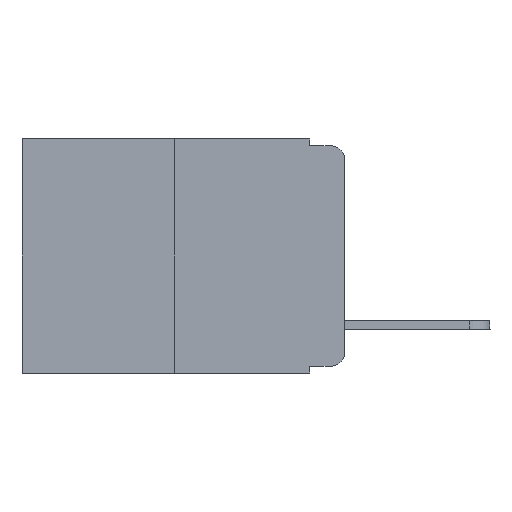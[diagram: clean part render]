
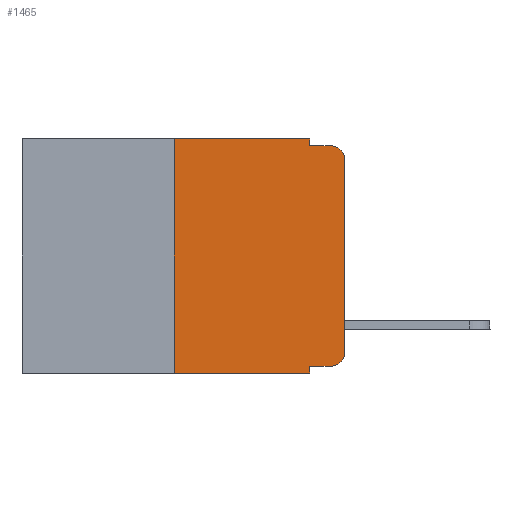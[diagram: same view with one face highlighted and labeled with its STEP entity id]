
A CAD part, left-side view. The second image highlights one B-rep face of the part: STEP entity #1465.
In plain terms, the highlighted planar face has unit normal (-1, 0, 0).
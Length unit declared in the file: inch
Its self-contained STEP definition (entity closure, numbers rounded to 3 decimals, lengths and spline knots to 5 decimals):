
#450 = DIRECTION ( 'NONE',  ( 0., 0., -1. ) ) ;
#548 = EDGE_CURVE ( 'NONE', #1530, #14192, #13844, .T. ) ;
#576 = AXIS2_PLACEMENT_3D ( 'NONE', #13639, #10673, #7794 ) ;
#682 = EDGE_CURVE ( 'NONE', #17956, #3970, #3960, .T. ) ;
#814 = DIRECTION ( 'NONE',  ( -1., 0., 0. ) ) ;
#825 = ORIENTED_EDGE ( 'NONE', *, *, #548, .F. ) ;
#1082 = VECTOR ( 'NONE', #18028, 39.37008 ) ;
#1442 = CARTESIAN_POINT ( 'NONE',  ( 0., 0.051, 0. ) ) ;
#1465 = ADVANCED_FACE ( 'NONE', ( #13511 ), #17991, .F. ) ;
#1530 = VERTEX_POINT ( 'NONE', #5128 ) ;
#1547 = DIRECTION ( 'NONE',  ( 0., 0., -1. ) ) ;
#1786 = LINE ( 'NONE', #7303, #9267 ) ;
#2223 = DIRECTION ( 'NONE',  ( 1., 0., 0. ) ) ;
#2245 = ORIENTED_EDGE ( 'NONE', *, *, #17629, .T. ) ;
#2423 = DIRECTION ( 'NONE',  ( 0., 0., 1. ) ) ;
#2629 = ORIENTED_EDGE ( 'NONE', *, *, #14379, .T. ) ;
#2947 = EDGE_CURVE ( 'NONE', #3970, #1530, #6151, .T. ) ;
#3849 = ORIENTED_EDGE ( 'NONE', *, *, #2947, .F. ) ;
#3960 = LINE ( 'NONE', #17941, #17192 ) ;
#3970 = VERTEX_POINT ( 'NONE', #12937 ) ;
#4049 = ORIENTED_EDGE ( 'NONE', *, *, #4118, .T. ) ;
#4118 = EDGE_CURVE ( 'NONE', #15323, #11831, #12018, .T. ) ;
#4463 = VECTOR ( 'NONE', #13309, 39.37008 ) ;
#5128 = CARTESIAN_POINT ( 'NONE',  ( 0., 0.051, -0.01 ) ) ;
#5402 = CARTESIAN_POINT ( 'NONE',  ( 0., 0., -0.03 ) ) ;
#6151 = LINE ( 'NONE', #15011, #4463 ) ;
#6582 = DIRECTION ( 'NONE',  ( 0., -1., 0. ) ) ;
#6863 = VECTOR ( 'NONE', #2423, 39.37008 ) ;
#7125 = ORIENTED_EDGE ( 'NONE', *, *, #682, .F. ) ;
#7303 = CARTESIAN_POINT ( 'NONE',  ( 0., 0., 0. ) ) ;
#7484 = DIRECTION ( 'NONE',  ( 0., 0., 1. ) ) ;
#7794 = DIRECTION ( 'NONE',  ( 0., 0., -1. ) ) ;
#7986 = CARTESIAN_POINT ( 'NONE',  ( 0., 0.02, -0.333 ) ) ;
#8034 = VECTOR ( 'NONE', #1547, 39.37008 ) ;
#8178 = CARTESIAN_POINT ( 'NONE',  ( 0., 0.02, -0.01 ) ) ;
#8273 = LINE ( 'NONE', #1442, #8034 ) ;
#9267 = VECTOR ( 'NONE', #7484, 39.37008 ) ;
#9415 = CARTESIAN_POINT ( 'NONE',  ( 0., 0.473, 0. ) ) ;
#9695 = CARTESIAN_POINT ( 'NONE',  ( 0., 0.25, 0. ) ) ;
#10169 = VECTOR ( 'NONE', #13502, 39.37008 ) ;
#10434 = AXIS2_PLACEMENT_3D ( 'NONE', #13230, #814, #450 ) ;
#10498 = EDGE_CURVE ( 'NONE', #15323, #18019, #8273, .T. ) ;
#10505 = ORIENTED_EDGE ( 'NONE', *, *, #14665, .T. ) ;
#10550 = CARTESIAN_POINT ( 'NONE',  ( 0., 0.051, -0.333 ) ) ;
#10673 = DIRECTION ( 'NONE',  ( -1., 0., 0. ) ) ;
#10827 = VECTOR ( 'NONE', #16929, 39.37008 ) ;
#11242 = CARTESIAN_POINT ( 'NONE',  ( 0., 0.473, -0.343 ) ) ;
#11333 = LINE ( 'NONE', #11242, #10827 ) ;
#11831 = VERTEX_POINT ( 'NONE', #7986 ) ;
#12018 = LINE ( 'NONE', #13588, #10169 ) ;
#12026 = DIRECTION ( 'NONE',  ( 0., 0., -1. ) ) ;
#12146 = CARTESIAN_POINT ( 'NONE',  ( 0., 0.051, -0.01 ) ) ;
#12495 = CARTESIAN_POINT ( 'NONE',  ( 0., 0., -0.313 ) ) ;
#12937 = CARTESIAN_POINT ( 'NONE',  ( 0., 0.051, 0. ) ) ;
#13230 = CARTESIAN_POINT ( 'NONE',  ( 0., 0.02, -0.313 ) ) ;
#13298 = VERTEX_POINT ( 'NONE', #14675 ) ;
#13309 = DIRECTION ( 'NONE',  ( 0., 0., -1. ) ) ;
#13502 = DIRECTION ( 'NONE',  ( 0., -1., 0. ) ) ;
#13511 = FACE_OUTER_BOUND ( 'NONE', #15779, .T. ) ;
#13588 = CARTESIAN_POINT ( 'NONE',  ( 0., 0.051, -0.333 ) ) ;
#13639 = CARTESIAN_POINT ( 'NONE',  ( 0., 0.02, -0.03 ) ) ;
#13844 = LINE ( 'NONE', #12146, #1082 ) ;
#13975 = CIRCLE ( 'NONE', #576, 0.02 ) ;
#14171 = CARTESIAN_POINT ( 'NONE',  ( 0., 0.25, 0. ) ) ;
#14192 = VERTEX_POINT ( 'NONE', #8178 ) ;
#14379 = EDGE_CURVE ( 'NONE', #13298, #18019, #11333, .T. ) ;
#14665 = EDGE_CURVE ( 'NONE', #18438, #14192, #13975, .T. ) ;
#14675 = CARTESIAN_POINT ( 'NONE',  ( 0., 0.25, -0.343 ) ) ;
#15011 = CARTESIAN_POINT ( 'NONE',  ( 0., 0.051, 0. ) ) ;
#15323 = VERTEX_POINT ( 'NONE', #10550 ) ;
#15395 = EDGE_CURVE ( 'NONE', #13298, #17956, #16795, .T. ) ;
#15779 = EDGE_LOOP ( 'NONE', ( #2245, #10505, #825, #3849, #7125, #16105, #2629, #17478, #4049, #17172 ) ) ;
#15801 = CIRCLE ( 'NONE', #10434, 0.02 ) ;
#16055 = CARTESIAN_POINT ( 'NONE',  ( 0., 0.051, -0.343 ) ) ;
#16105 = ORIENTED_EDGE ( 'NONE', *, *, #15395, .F. ) ;
#16343 = VERTEX_POINT ( 'NONE', #12495 ) ;
#16795 = LINE ( 'NONE', #9695, #6863 ) ;
#16929 = DIRECTION ( 'NONE',  ( 0., -1., 0. ) ) ;
#16959 = EDGE_CURVE ( 'NONE', #11831, #16343, #15801, .T. ) ;
#17172 = ORIENTED_EDGE ( 'NONE', *, *, #16959, .T. ) ;
#17192 = VECTOR ( 'NONE', #6582, 39.37008 ) ;
#17478 = ORIENTED_EDGE ( 'NONE', *, *, #10498, .F. ) ;
#17629 = EDGE_CURVE ( 'NONE', #16343, #18438, #1786, .T. ) ;
#17941 = CARTESIAN_POINT ( 'NONE',  ( 0., 0.473, 0. ) ) ;
#17956 = VERTEX_POINT ( 'NONE', #14171 ) ;
#17991 = PLANE ( 'NONE',  #18408 ) ;
#18019 = VERTEX_POINT ( 'NONE', #16055 ) ;
#18028 = DIRECTION ( 'NONE',  ( 0., -1., 0. ) ) ;
#18408 = AXIS2_PLACEMENT_3D ( 'NONE', #9415, #2223, #12026 ) ;
#18438 = VERTEX_POINT ( 'NONE', #5402 ) ;
